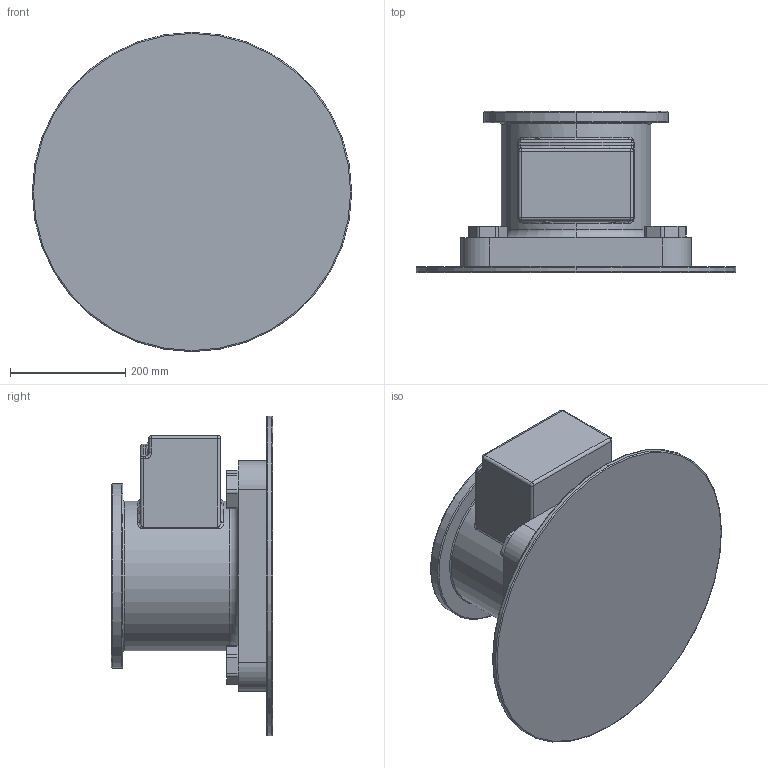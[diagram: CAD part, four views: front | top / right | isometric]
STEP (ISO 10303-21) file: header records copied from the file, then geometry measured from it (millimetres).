
FILE_DESCRIPTION (( 'STEP AP203' ), '1' );
FILE_NAME ('Pièce1_Défaut_sldprt.STEP', '2025-04-13T22:22:37', ( '' ), ( '' ), 'SwSTEP 2.0', 'SolidWorks 2024', '' );
FILE_SCHEMA (( 'CONFIG_CONTROL_DESIGN' ));
Length unit declared in the file: millimetre
Products named in the file (1): Pièce1_Défaut_sldprt
Bounding box: 555 x 280 x 555 mm (x, y, z)
Volume: 20047574.7 mm3; surface area: 1034494.4 mm2
Topology: 1 solids, 1 shells, 139 faces, 339 edges, 208 vertices
Faces by surface type: cylinder 55, plane 48, torus 24, bspline 6, sphere 6
Entity records: 4782 total; most frequent: CARTESIAN_POINT 1375, DIRECTION 757, ORIENTED_EDGE 666, EDGE_CURVE 333, AXIS2_PLACEMENT_3D 302, VERTEX_POINT 208, CIRCLE 168, VECTOR 153
